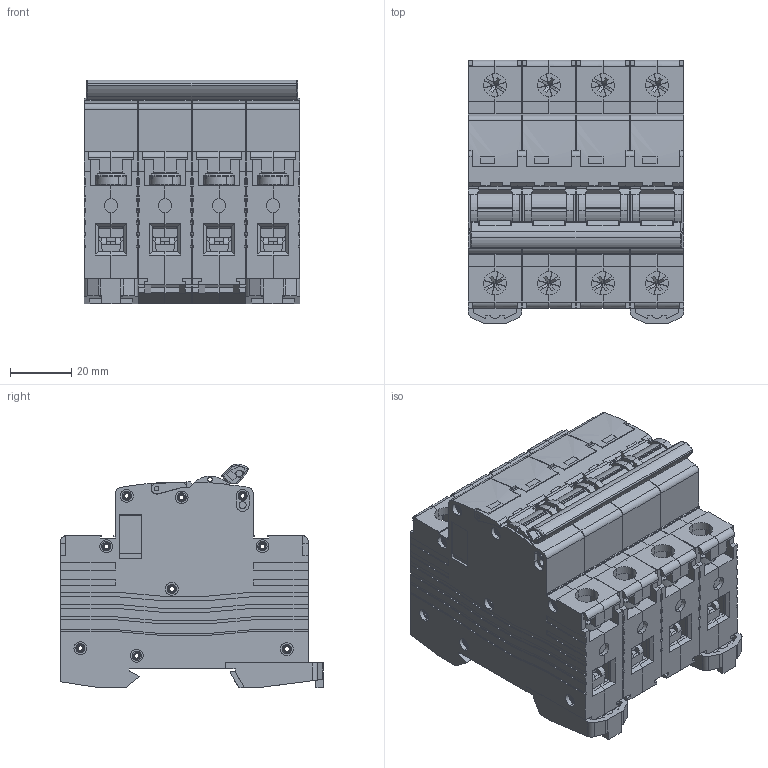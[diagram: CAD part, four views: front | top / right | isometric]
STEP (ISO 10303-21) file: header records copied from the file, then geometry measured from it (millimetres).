
FILE_DESCRIPTION (( 'STEP AP214' ), '1' );
FILE_NAME ('Âûêëþ÷àòåëü àâòîìàòè÷åñêèé AV-6 4P 10A (C) 6êÀ EKF AVERES (mcb6-4-10C-av).STEP', '2024-05-14T06:52:59', ( '' ), ( '' ), 'SwSTEP 2.0', 'SolidWorks 2021', '' );
FILE_SCHEMA (( 'AUTOMOTIVE_DESIGN' ));
Length unit declared in the file: millimetre
Products named in the file (1): Âûêëþ÷àòåëü àâòîìàòè÷åñêèé AV-6 4P 10A (C) 6êÀ EKF AVERES (mcb6-4-10C-av)
Bounding box: 70.6 x 86.2 x 73.3 mm (x, y, z)
Volume: 287335.9 mm3; surface area: 113881.5 mm2
Topology: 97 solids, 97 shells, 4006 faces, 10010 edges, 6320 vertices
Faces by surface type: plane 2581, cylinder 999, torus 332, cone 72, bspline 16, sphere 6
Entity records: 145632 total; most frequent: CARTESIAN_POINT 22251, DIRECTION 20568, ORIENTED_EDGE 20004, EDGE_CURVE 10002, AXIS2_PLACEMENT_3D 6881, LINE 6806, VECTOR 6806, VERTEX_POINT 6316
